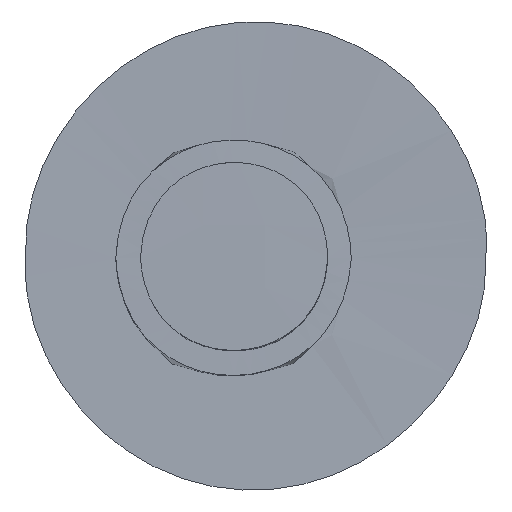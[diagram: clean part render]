
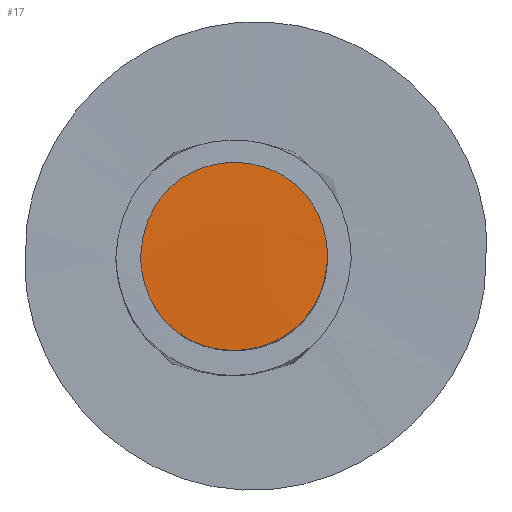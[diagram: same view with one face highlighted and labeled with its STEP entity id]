
A CAD part, top view. The second image highlights one B-rep face of the part: STEP entity #17.
In plain terms, the highlighted free-form (B-spline) face has degree [3, 3] with [4, 4] control points.
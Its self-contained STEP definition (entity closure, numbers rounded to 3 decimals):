
#17 = ADVANCED_FACE('',(#18),#33,.T.);
#18 = FACE_BOUND('',#19,.F.);
#19 = EDGE_LOOP('',(#20,#84));
#20 = ORIENTED_EDGE('',*,*,#21,.T.);
#21 = EDGE_CURVE('',#22,#24,#26,.T.);
#22 = VERTEX_POINT('',#23);
#23 = CARTESIAN_POINT('',(0.371,-0.002,
    0.718));
#24 = VERTEX_POINT('',#25);
#25 = CARTESIAN_POINT('',(-0.374,-0.002,
    0.719));
#26 = SURFACE_CURVE('',#27,(#32,#57),.PCURVE_S1.);
#27 = B_SPLINE_CURVE_WITH_KNOTS('',3,(#28,#29,#30,#31),.UNSPECIFIED.,.F.
  ,.F.,(4,4),(0.,1.),.PIECEWISE_BEZIER_KNOTS.);
#28 = CARTESIAN_POINT('',(0.371,-0.002,
    0.718));
#29 = CARTESIAN_POINT('',(0.343,-0.491,0.721)
  );
#30 = CARTESIAN_POINT('',(-0.35,-0.496,0.718
    ));
#31 = CARTESIAN_POINT('',(-0.374,-0.002,
    0.719));
#32 = PCURVE('',#33,#50);
#33 = B_SPLINE_SURFACE_WITH_KNOTS('',3,3,(
    (#34,#35,#36,#37)
    ,(#38,#39,#40,#41)
    ,(#42,#43,#44,#45)
    ,(#46,#47,#48,#49
    )),.UNSPECIFIED.,.F.,.F.,.F.,(4,4),(4,4),(0.,1.),(0.,1.),
  .PIECEWISE_BEZIER_KNOTS.);
#34 = CARTESIAN_POINT('',(-0.384,-0.391,0.716
    ));
#35 = CARTESIAN_POINT('',(-0.385,-0.126,0.718
    ));
#36 = CARTESIAN_POINT('',(-0.384,0.131,0.717)
  );
#37 = CARTESIAN_POINT('',(-0.384,0.393,0.718)
  );
#38 = CARTESIAN_POINT('',(-0.125,-0.389,0.716
    ));
#39 = CARTESIAN_POINT('',(-0.122,-0.133,0.722
    ));
#40 = CARTESIAN_POINT('',(-0.122,0.136,0.716)
  );
#41 = CARTESIAN_POINT('',(-0.124,0.394,0.719)
  );
#42 = CARTESIAN_POINT('',(0.14,-0.388,0.72)
  );
#43 = CARTESIAN_POINT('',(0.138,-0.128,0.72)
  );
#44 = CARTESIAN_POINT('',(0.139,0.132,0.723)
  );
#45 = CARTESIAN_POINT('',(0.139,0.396,0.719)
  );
#46 = CARTESIAN_POINT('',(0.401,-0.39,0.717)
  );
#47 = CARTESIAN_POINT('',(0.401,-0.125,0.721)
  );
#48 = CARTESIAN_POINT('',(0.4,0.135,0.721)
  );
#49 = CARTESIAN_POINT('',(0.398,0.398,0.72));
#50 = DEFINITIONAL_REPRESENTATION('',(#51),#56);
#51 = B_SPLINE_CURVE_WITH_KNOTS('',3,(#52,#53,#54,#55),.UNSPECIFIED.,.F.
  ,.F.,(4,4),(0.,1.),.PIECEWISE_BEZIER_KNOTS.);
#52 = CARTESIAN_POINT('',(0.962,0.492));
#53 = CARTESIAN_POINT('',(0.924,-0.13));
#54 = CARTESIAN_POINT('',(0.043,-0.137));
#55 = CARTESIAN_POINT('',(0.013,0.495));
#56 = ( GEOMETRIC_REPRESENTATION_CONTEXT(2) 
PARAMETRIC_REPRESENTATION_CONTEXT() REPRESENTATION_CONTEXT('2D SPACE',''
  ) );
#57 = PCURVE('',#58,#75);
#58 = B_SPLINE_SURFACE_WITH_KNOTS('',3,3,(
    (#59,#60,#61,#62)
    ,(#63,#64,#65,#66)
    ,(#67,#68,#69,#70)
    ,(#71,#72,#73,#74
    )),.UNSPECIFIED.,.F.,.F.,.F.,(4,4),(4,4),(0.,1.),(0.,1.),
  .PIECEWISE_BEZIER_KNOTS.);
#59 = CARTESIAN_POINT('',(0.374,-0.002,
    0.718));
#60 = CARTESIAN_POINT('',(0.372,-0.001,
    0.596));
#61 = CARTESIAN_POINT('',(0.37,0.001,
    0.475));
#62 = CARTESIAN_POINT('',(0.375,0.001,
    0.354));
#63 = CARTESIAN_POINT('',(0.381,-0.491,0.722)
  );
#64 = CARTESIAN_POINT('',(0.39,-0.492,0.597)
  );
#65 = CARTESIAN_POINT('',(0.387,-0.49,0.478)
  );
#66 = CARTESIAN_POINT('',(0.385,-0.487,0.353)
  );
#67 = CARTESIAN_POINT('',(-0.386,-0.492,0.712
    ));
#68 = CARTESIAN_POINT('',(-0.393,-0.495,0.59)
  );
#69 = CARTESIAN_POINT('',(-0.386,-0.488,0.469
    ));
#70 = CARTESIAN_POINT('',(-0.388,-0.495,0.351)
  );
#71 = CARTESIAN_POINT('',(-0.377,-0.005,
    0.712));
#72 = CARTESIAN_POINT('',(-0.375,-0.002,
    0.595));
#73 = CARTESIAN_POINT('',(-0.377,-0.001,
    0.469));
#74 = CARTESIAN_POINT('',(-0.377,0.001,
    0.348));
#75 = DEFINITIONAL_REPRESENTATION('',(#76),#83);
#76 = B_SPLINE_CURVE_WITH_KNOTS('',5,(#77,#78,#79,#80,#81,#82),
  .UNSPECIFIED.,.F.,.F.,(6,6),(0.,1.),.PIECEWISE_BEZIER_KNOTS.);
#77 = CARTESIAN_POINT('',(0.001,0.));
#78 = CARTESIAN_POINT('',(0.201,0.001));
#79 = CARTESIAN_POINT('',(0.446,-0.006));
#80 = CARTESIAN_POINT('',(0.556,-0.012));
#81 = CARTESIAN_POINT('',(0.8,-0.017));
#82 = CARTESIAN_POINT('',(1.002,-0.018));
#83 = ( GEOMETRIC_REPRESENTATION_CONTEXT(2) 
PARAMETRIC_REPRESENTATION_CONTEXT() REPRESENTATION_CONTEXT('2D SPACE',''
  ) );
#84 = ORIENTED_EDGE('',*,*,#85,.T.);
#85 = EDGE_CURVE('',#24,#22,#86,.T.);
#86 = SURFACE_CURVE('',#87,(#92,#100),.PCURVE_S1.);
#87 = B_SPLINE_CURVE_WITH_KNOTS('',3,(#88,#89,#90,#91),.UNSPECIFIED.,.F.
  ,.F.,(4,4),(0.,1.),.PIECEWISE_BEZIER_KNOTS.);
#88 = CARTESIAN_POINT('',(-0.374,-0.002,
    0.719));
#89 = CARTESIAN_POINT('',(-0.353,0.501,0.716)
  );
#90 = CARTESIAN_POINT('',(0.354,0.501,0.72)
  );
#91 = CARTESIAN_POINT('',(0.371,-0.002,
    0.718));
#92 = PCURVE('',#33,#93);
#93 = DEFINITIONAL_REPRESENTATION('',(#94),#99);
#94 = B_SPLINE_CURVE_WITH_KNOTS('',3,(#95,#96,#97,#98),.UNSPECIFIED.,.F.
  ,.F.,(4,4),(0.,1.),.PIECEWISE_BEZIER_KNOTS.);
#95 = CARTESIAN_POINT('',(0.013,0.495));
#96 = CARTESIAN_POINT('',(0.039,1.139));
#97 = CARTESIAN_POINT('',(0.944,1.133));
#98 = CARTESIAN_POINT('',(0.962,0.492));
#99 = ( GEOMETRIC_REPRESENTATION_CONTEXT(2) 
PARAMETRIC_REPRESENTATION_CONTEXT() REPRESENTATION_CONTEXT('2D SPACE',''
  ) );
#100 = PCURVE('',#101,#118);
#101 = B_SPLINE_SURFACE_WITH_KNOTS('',3,3,(
    (#102,#103,#104,#105)
    ,(#106,#107,#108,#109)
    ,(#110,#111,#112,#113)
    ,(#114,#115,#116,#117
    )),.UNSPECIFIED.,.F.,.F.,.F.,(4,4),(4,4),(0.,1.),(0.,1.),
  .PIECEWISE_BEZIER_KNOTS.);
#102 = CARTESIAN_POINT('',(-0.374,-0.002,
    0.714));
#103 = CARTESIAN_POINT('',(-0.375,-0.008,
    0.597));
#104 = CARTESIAN_POINT('',(-0.374,-0.002,
    0.467));
#105 = CARTESIAN_POINT('',(-0.378,-0.005,
    0.349));
#106 = CARTESIAN_POINT('',(-0.39,0.49,0.718)
  );
#107 = CARTESIAN_POINT('',(-0.398,0.487,0.59)
  );
#108 = CARTESIAN_POINT('',(-0.387,0.493,0.476
    ));
#109 = CARTESIAN_POINT('',(-0.397,0.487,0.352
    ));
#110 = CARTESIAN_POINT('',(0.389,0.49,0.718)
  );
#111 = CARTESIAN_POINT('',(0.396,0.495,0.595)
  );
#112 = CARTESIAN_POINT('',(0.382,0.483,0.48)
  );
#113 = CARTESIAN_POINT('',(0.388,0.492,0.352)
  );
#114 = CARTESIAN_POINT('',(0.376,-0.003,
    0.715));
#115 = CARTESIAN_POINT('',(0.373,-0.007,
    0.597));
#116 = CARTESIAN_POINT('',(0.371,0.001,
    0.47));
#117 = CARTESIAN_POINT('',(0.372,-0.005,
    0.354));
#118 = DEFINITIONAL_REPRESENTATION('',(#119),#126);
#119 = B_SPLINE_CURVE_WITH_KNOTS('',5,(#120,#121,#122,#123,#124,#125),
  .UNSPECIFIED.,.F.,.F.,(6,6),(0.,1.),.PIECEWISE_BEZIER_KNOTS.);
#120 = CARTESIAN_POINT('',(0.,-0.012));
#121 = CARTESIAN_POINT('',(0.205,-0.002));
#122 = CARTESIAN_POINT('',(0.452,0.001));
#123 = CARTESIAN_POINT('',(0.547,-0.005));
#124 = CARTESIAN_POINT('',(0.795,-0.005));
#125 = CARTESIAN_POINT('',(1.,-0.007));
#126 = ( GEOMETRIC_REPRESENTATION_CONTEXT(2) 
PARAMETRIC_REPRESENTATION_CONTEXT() REPRESENTATION_CONTEXT('2D SPACE',''
  ) );
